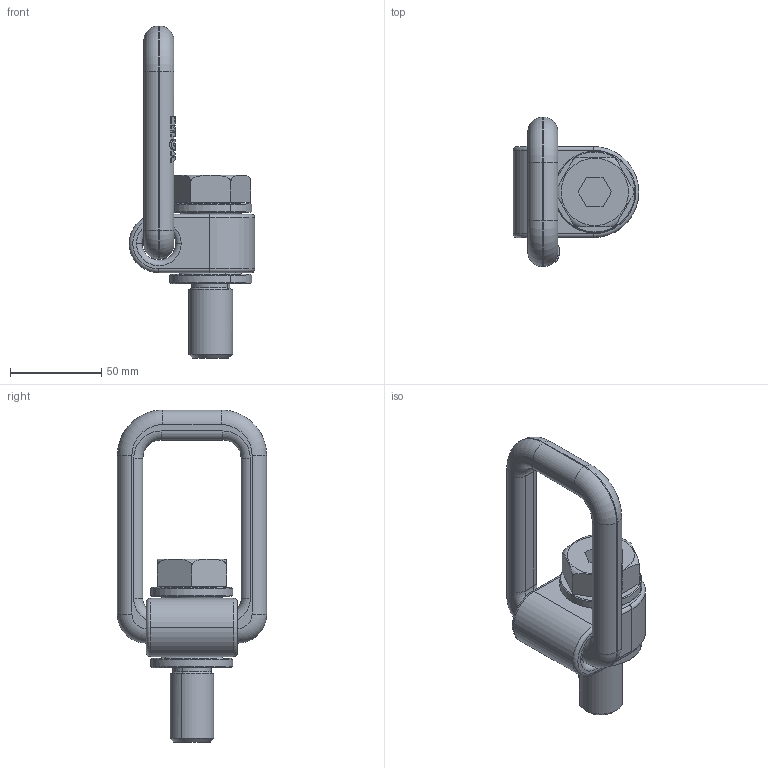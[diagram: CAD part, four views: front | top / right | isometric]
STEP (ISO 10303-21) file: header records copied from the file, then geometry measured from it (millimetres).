
FILE_DESCRIPTION(('CATIA V5 STEP Exchange'),'2;1');
FILE_NAME('8-212-040.stp','2017-06-16T07:33:02+00:00',('none'),('none'),'CATIA Version 5 Release 21 GA (IN-10)','CATIA V5 STEP AP203','none');
FILE_SCHEMA(('CONFIG_CONTROL_DESIGN'));
Length unit declared in the file: millimetre
Products named in the file (1): 8-212-040
Assembly tree (4 placements, depth 2):
  8-212-040
    #58
    #8579
    #9334
    #10127
Bounding box: 69 x 82 x 182.27 mm (x, y, z)
Volume: 202714 mm3; surface area: 56260.3 mm2
Topology: 4 solids, 4 shells, 340 faces, 931 edges, 606 vertices
Faces by surface type: plane 224, cylinder 64, torus 42, cone 10
Entity records: 11602 total; most frequent: CARTESIAN_POINT 3569, ORIENTED_EDGE 1862, DIRECTION 1275, EDGE_CURVE 931, VERTEX_POINT 606, AXIS2_PLACEMENT_3D 549, VECTOR 397, LINE 397
